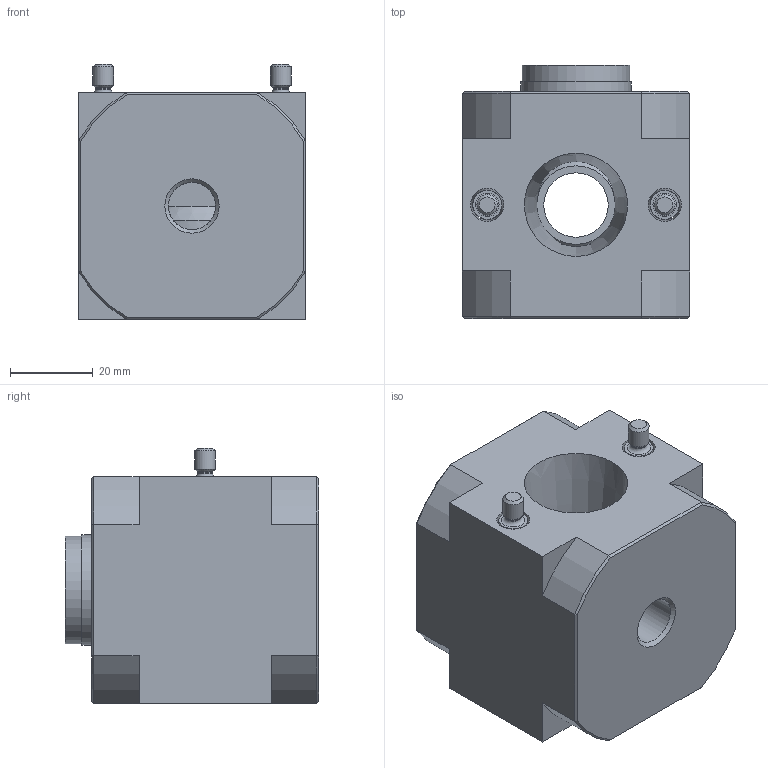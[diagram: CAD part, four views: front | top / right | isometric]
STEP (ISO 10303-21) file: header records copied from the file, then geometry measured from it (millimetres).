
FILE_DESCRIPTION(/* description */ ('STEP AP214'),/* implementation_level */ '2;1');
FILE_NAME(/* name */ '170685_FRM-D-MIDI',/* time_stamp */ '2024-08-28T18:49:34+02:00',/* author */ ('License CC BY-ND 4.0'),/* organization */ ('CADENAS'),/* preprocessor_version */ 'ST-DEVELOPER v19.3',/* originating_system */ 'PARTsolutions',/* authorisation */ ' ');
FILE_SCHEMA (('AUTOMOTIVE_DESIGN {1 0 10303 214 3 1 1}'));
Length unit declared in the file: millimetre
Products named in the file (5): 170685 FRM-D-MIDI; 724702 FRM-...-D-MIDI; 351358 FRB-D-MIDI; DIN-908 G1/2A; 531774 OK-1/2
Assembly tree (5 placements, depth 2):
  170685 FRM-D-MIDI
    724702 FRM-...-D-MIDI
    351358 FRB-D-MIDI  x2
    DIN-908 G1/2A
    531774 OK-1/2
Bounding box: 55 x 61.35 x 61.8 mm (x, y, z)
Volume: 138972 mm3; surface area: 31227 mm2
Topology: 5 solids, 5 shells, 121 faces, 263 edges, 161 vertices
Faces by surface type: plane 47, cone 37, cylinder 32, torus 5
Full cylindrical faces by diameter (mm): 3.7 x2, 4.134 x2, 5 x2, 7 x2, 11.445 x1, 12.4 x1, 15.6 x1, 18.631 x1, 20.955 x1, 21.2 x1, 22 x1, 22.5 x1, 26 x1, 26.4 x1, 26.7 x1, 30 x1, 30.8 x1, 52 x1
Entity records: 3416 total; most frequent: CARTESIAN_POINT 585, DIRECTION 482, ORIENTED_EDGE 390, AXIS2_PLACEMENT_3D 203, EDGE_CURVE 195, FACE_BOUND 168, EDGE_LOOP 166, VERTEX_POINT 143
